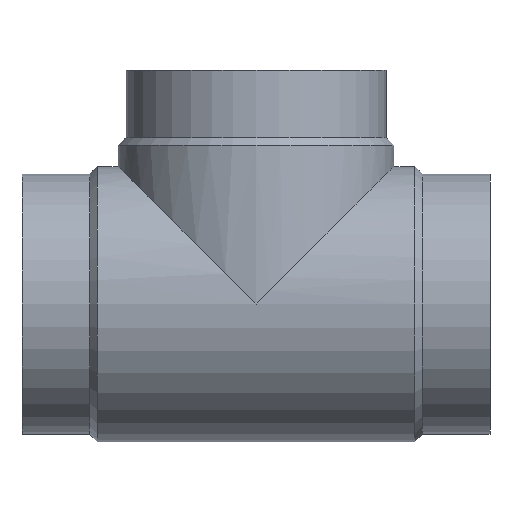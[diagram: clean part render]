
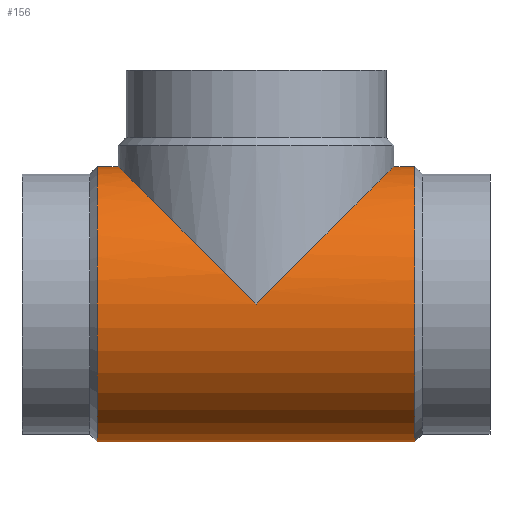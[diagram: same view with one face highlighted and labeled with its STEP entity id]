
A CAD part, top view. The second image highlights one B-rep face of the part: STEP entity #156.
In plain terms, the highlighted cylindrical face has radius 264.85 mm (diameter 529.7 mm), a partial arc.
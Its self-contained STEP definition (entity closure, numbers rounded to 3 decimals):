
#156 = ADVANCED_FACE( '', ( #399 ), #400, .T. );
#174 = EDGE_CURVE( '', #358, #242, #420, .T. );
#178 = VERTEX_POINT( '', #424 );
#208 = EDGE_CURVE( '', #242, #232, #458, .T. );
#222 = VERTEX_POINT( '', #473 );
#226 = EDGE_CURVE( '', #304, #314, #478, .T. );
#228 = EDGE_CURVE( '', #178, #222, #480, .T. );
#232 = VERTEX_POINT( '', #484 );
#242 = VERTEX_POINT( '', #495 );
#246 = EDGE_CURVE( '', #358, #314, #499, .T. );
#252 = EDGE_CURVE( '', #232, #178, #506, .T. );
#304 = VERTEX_POINT( '', #564 );
#314 = VERTEX_POINT( '', #576 );
#354 = EDGE_CURVE( '', #222, #304, #621, .T. );
#358 = VERTEX_POINT( '', #625 );
#399 = FACE_OUTER_BOUND( '', #660, .T. );
#400 = CYLINDRICAL_SURFACE( '', #661, 264.85 );
#420 = LINE( '', #687, #688 );
#424 = CARTESIAN_POINT( '', ( -185.15, 264.85, 0. ) );
#458 = CIRCLE( '', #735, 264.85 );
#473 = CARTESIAN_POINT( '', ( -450., 0., 264.85 ) );
#478 = LINE( '', #764, #765 );
#480 = ELLIPSE( '', #768, 374.554, 264.85 );
#484 = CARTESIAN_POINT( '', ( -144.85, 264.85, 0. ) );
#495 = CARTESIAN_POINT( '', ( -144.85, -264.85, 0. ) );
#499 = CIRCLE( '', #791, 264.85 );
#506 = LINE( '', #801, #802 );
#564 = CARTESIAN_POINT( '', ( -714.85, 264.85, 0. ) );
#576 = CARTESIAN_POINT( '', ( -755.15, 264.85, 0. ) );
#621 = ELLIPSE( '', #954, 374.554, 264.85 );
#625 = CARTESIAN_POINT( '', ( -755.15, -264.85, 0. ) );
#660 = EDGE_LOOP( '', ( #1002, #1003, #1004, #1005, #1006, #1007, #1008 ) );
#661 = AXIS2_PLACEMENT_3D( '', #1009, #1010, #1011 );
#687 = CARTESIAN_POINT( '', ( -450., -264.85, 0. ) );
#688 = VECTOR( '', #1039, 1. );
#735 = AXIS2_PLACEMENT_3D( '', #1095, #1096, #1097 );
#764 = CARTESIAN_POINT( '', ( -450., 264.85, 0. ) );
#765 = VECTOR( '', #1123, 1. );
#768 = AXIS2_PLACEMENT_3D( '', #1124, #1125, #1126 );
#791 = AXIS2_PLACEMENT_3D( '', #1144, #1145, #1146 );
#801 = CARTESIAN_POINT( '', ( -450., 264.85, 0. ) );
#802 = VECTOR( '', #1156, 1. );
#954 = AXIS2_PLACEMENT_3D( '', #1281, #1282, #1283 );
#1002 = ORIENTED_EDGE( '', *, *, #252, .T. );
#1003 = ORIENTED_EDGE( '', *, *, #228, .T. );
#1004 = ORIENTED_EDGE( '', *, *, #354, .T. );
#1005 = ORIENTED_EDGE( '', *, *, #226, .T. );
#1006 = ORIENTED_EDGE( '', *, *, #246, .F. );
#1007 = ORIENTED_EDGE( '', *, *, #174, .T. );
#1008 = ORIENTED_EDGE( '', *, *, #208, .T. );
#1009 = CARTESIAN_POINT( '', ( -450., 0., 0. ) );
#1010 = DIRECTION( '', ( 1., 0., 0. ) );
#1011 = DIRECTION( '', ( 0., 1., 0. ) );
#1039 = DIRECTION( '', ( 1., 0., 0. ) );
#1095 = CARTESIAN_POINT( '', ( -144.85, 0., 0. ) );
#1096 = DIRECTION( '', ( -1., 0., 0. ) );
#1097 = DIRECTION( '', ( 0., 1., 0. ) );
#1123 = DIRECTION( '', ( -1., 0., 0. ) );
#1124 = CARTESIAN_POINT( '', ( -450., 0., 0. ) );
#1125 = DIRECTION( '', ( 0.707, -0.707, 0. ) );
#1126 = DIRECTION( '', ( 0.707, 0.707, 0. ) );
#1144 = CARTESIAN_POINT( '', ( -755.15, 0., 0. ) );
#1145 = DIRECTION( '', ( -1., 0., 0. ) );
#1146 = DIRECTION( '', ( 0., 1., 0. ) );
#1156 = DIRECTION( '', ( -1., 0., 0. ) );
#1281 = CARTESIAN_POINT( '', ( -450., 0., 0. ) );
#1282 = DIRECTION( '', ( -0.707, -0.707, 0. ) );
#1283 = DIRECTION( '', ( 0.707, -0.707, 0. ) );
